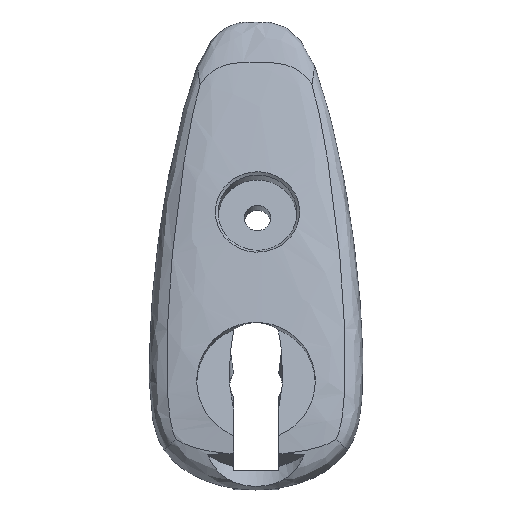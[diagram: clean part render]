
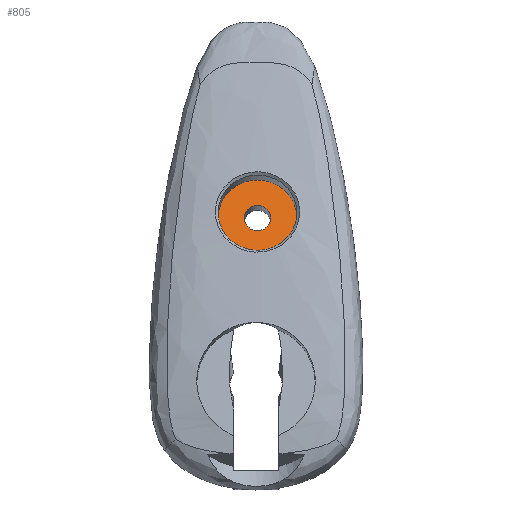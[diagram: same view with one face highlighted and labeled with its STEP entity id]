
A CAD part, left-side view. The second image highlights one B-rep face of the part: STEP entity #805.
In plain terms, the highlighted planar face has unit normal (-0.966, 0, 0.259).
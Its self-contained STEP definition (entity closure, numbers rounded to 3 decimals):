
#30=PLANE('',#863);
#53=FACE_BOUND('',#145,.T.);
#56=CIRCLE('',#862,3.);
#57=CIRCLE('',#864,1.);
#98=FACE_OUTER_BOUND('',#144,.T.);
#144=EDGE_LOOP('',(#565));
#145=EDGE_LOOP('',(#566));
#332=VERTEX_POINT('',#1517);
#347=VERTEX_POINT('',#1881);
#417=EDGE_CURVE('',#332,#332,#56,.T.);
#433=EDGE_CURVE('',#347,#347,#57,.T.);
#565=ORIENTED_EDGE('',*,*,#417,.T.);
#566=ORIENTED_EDGE('',*,*,#433,.T.);
#805=ADVANCED_FACE('',(#98,#53),#30,.T.);
#862=AXIS2_PLACEMENT_3D('',#1518,#940,#941);
#863=AXIS2_PLACEMENT_3D('',#1880,#945,#946);
#864=AXIS2_PLACEMENT_3D('',#1882,#947,#948);
#940=DIRECTION('center_axis',(-0.966,0.,0.259));
#941=DIRECTION('ref_axis',(0.,1.,0.));
#945=DIRECTION('center_axis',(-0.966,0.,0.259));
#946=DIRECTION('ref_axis',(0.,1.,0.));
#947=DIRECTION('center_axis',(0.966,0.,-0.259));
#948=DIRECTION('ref_axis',(0.,1.,0.));
#1517=CARTESIAN_POINT('',(28.509,-1.383,7.568));
#1518=CARTESIAN_POINT('Origin',(28.509,1.617,7.568));
#1880=CARTESIAN_POINT('Origin',(28.509,1.617,7.568));
#1881=CARTESIAN_POINT('',(28.509,0.617,7.568));
#1882=CARTESIAN_POINT('Origin',(28.509,1.617,7.568));
